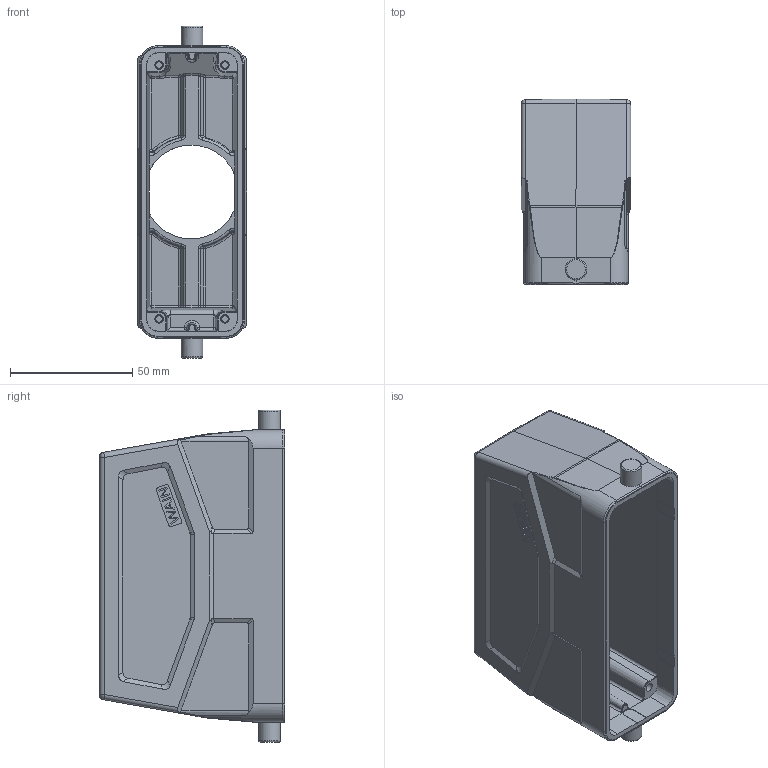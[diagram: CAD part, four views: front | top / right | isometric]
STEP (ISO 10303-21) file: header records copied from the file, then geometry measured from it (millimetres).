
FILE_DESCRIPTION(/* description */ (''),/* implementation_level */ '2;1');
FILE_NAME(/* name */ '3D_1241244105002_WV24B-TEH-2B-M40_V1.1.stp',/* time_stamp */ '2023-12-16T16:44:57+08:00',/* author */ (''),/* organization */ (''),/* preprocessor_version */ 'ST-DEVELOPER v18.1',/* originating_system */ 'SIEMENS PLM Software NX 1980',/* authorisation */ '');
FILE_SCHEMA (('AP203_CONFIGURATION_CONTROLLED_3D_DESIGN_OF_MECHANICAL_PARTS_AND_ASSEMBLIES_MIM_LF { 1 0 10303 403 2 1 2}'));
Length unit declared in the file: millimetre
Products named in the file (1): 3D_1241244105001_WV24B-TEH-2B-M32_V1.0_stp
Bounding box: 45 x 76 x 136 mm (x, y, z)
Volume: 96236.1 mm3; surface area: 52128.4 mm2
Topology: 1 solids, 1 shells, 513 faces, 1282 edges, 785 vertices
Faces by surface type: plane 230, cylinder 162, bspline 57, sphere 23, torus 22, cone 17, extrusion 2
Full cylindrical faces by diameter (mm): 2.7 x4, 3.5 x4, 8.8 x2, 38.5 x1
Entity records: 16773 total; most frequent: CARTESIAN_POINT 4668, DIRECTION 2518, ORIENTED_EDGE 2516, EDGE_CURVE 1258, AXIS2_PLACEMENT_3D 907, VERTEX_POINT 783, VECTOR 704, LINE 702
